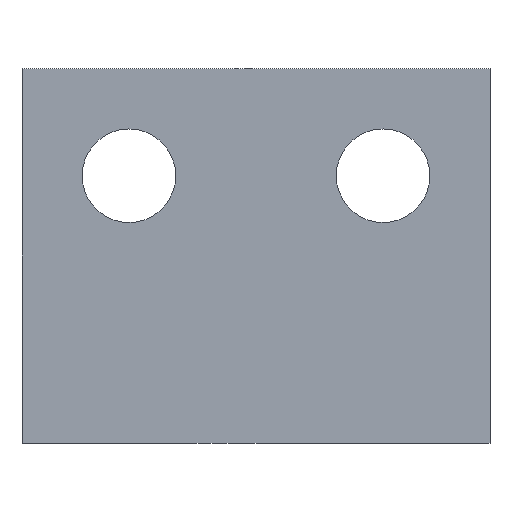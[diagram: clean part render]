
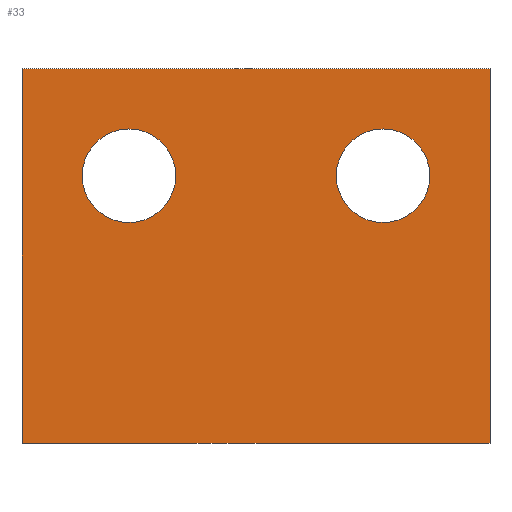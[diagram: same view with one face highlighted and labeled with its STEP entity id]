
A CAD part, front view. The second image highlights one B-rep face of the part: STEP entity #33.
In plain terms, the highlighted planar face has unit normal (0, -1, 0).
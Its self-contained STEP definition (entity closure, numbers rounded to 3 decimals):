
#10 = EDGE_CURVE ( 'NONE', #367, #470, #215, .T. ) ;
#13 = EDGE_CURVE ( 'NONE', #469, #479, #174, .T. ) ;
#15 = EDGE_CURVE ( 'NONE', #483, #482, #141, .T. ) ;
#16 = EDGE_CURVE ( 'NONE', #270, #314, #138, .T. ) ;
#19 = EDGE_CURVE ( 'NONE', #479, #367, #279, .T. ) ;
#28 = EDGE_CURVE ( 'NONE', #470, #469, #245, .T. ) ;
#33 = ADVANCED_FACE ( 'NONE', ( #162, #525, #518 ), #519, .T. ) ;
#63 = EDGE_CURVE ( 'NONE', #482, #483, #145, .T. ) ;
#67 = EDGE_CURVE ( 'NONE', #314, #270, #135, .T. ) ;
#96 = AXIS2_PLACEMENT_3D ( 'NONE', #320, #319, #318 ) ;
#106 = AXIS2_PLACEMENT_3D ( 'NONE', #157, #521, #165 ) ;
#114 = VECTOR ( 'NONE', #187, 1000. ) ;
#127 = VECTOR ( 'NONE', #195, 1000. ) ;
#128 = VECTOR ( 'NONE', #419, 1000. ) ;
#129 = AXIS2_PLACEMENT_3D ( 'NONE', #209, #402, #194 ) ;
#132 = AXIS2_PLACEMENT_3D ( 'NONE', #379, #429, #183 ) ;
#133 = VECTOR ( 'NONE', #271, 1000. ) ;
#134 = AXIS2_PLACEMENT_3D ( 'NONE', #333, #332, #331 ) ;
#135 = CIRCLE ( 'NONE', #96, 1.75 ) ;
#138 = CIRCLE ( 'NONE', #129, 1.75 ) ;
#141 = CIRCLE ( 'NONE', #132, 1.75 ) ;
#145 = CIRCLE ( 'NONE', #134, 1.75 ) ;
#157 = CARTESIAN_POINT ( 'NONE',  ( -124.6, 29., -15. ) ) ;
#162 = FACE_BOUND ( 'NONE', #213, .T. ) ;
#165 = DIRECTION ( 'NONE',  ( 0., 0., -1. ) ) ;
#174 = LINE ( 'NONE', #336, #127 ) ;
#183 = DIRECTION ( 'NONE',  ( 0., 0., -1. ) ) ;
#187 = DIRECTION ( 'NONE',  ( 0., 0., -1. ) ) ;
#194 = DIRECTION ( 'NONE',  ( 0., 0., -1. ) ) ;
#195 = DIRECTION ( 'NONE',  ( 1., 0., 0. ) ) ;
#196 = CARTESIAN_POINT ( 'NONE',  ( -121.35, 29., 5. ) ) ;
#209 = CARTESIAN_POINT ( 'NONE',  ( -107.85, 29., 15. ) ) ;
#213 = EDGE_LOOP ( 'NONE', ( #420, #409 ) ) ;
#215 = LINE ( 'NONE', #413, #133 ) ;
#245 = LINE ( 'NONE', #196, #114 ) ;
#270 = VERTEX_POINT ( 'NONE', #305 ) ;
#271 = DIRECTION ( 'NONE',  ( -1., 0., 0. ) ) ;
#279 = LINE ( 'NONE', #378, #128 ) ;
#282 = CARTESIAN_POINT ( 'NONE',  ( -117.35, 29., 16.75 ) ) ;
#284 = CARTESIAN_POINT ( 'NONE',  ( -117.35, 29., 13.25 ) ) ;
#285 = CARTESIAN_POINT ( 'NONE',  ( -121.35, 29., 19. ) ) ;
#286 = CARTESIAN_POINT ( 'NONE',  ( -103.85, 29., 5. ) ) ;
#290 = CARTESIAN_POINT ( 'NONE',  ( -121.35, 29., 5. ) ) ;
#295 = CARTESIAN_POINT ( 'NONE',  ( -103.85, 29., 19. ) ) ;
#304 = CARTESIAN_POINT ( 'NONE',  ( -107.85, 29., 16.75 ) ) ;
#305 = CARTESIAN_POINT ( 'NONE',  ( -107.85, 29., 13.25 ) ) ;
#314 = VERTEX_POINT ( 'NONE', #304 ) ;
#318 = DIRECTION ( 'NONE',  ( 0., 0., -1. ) ) ;
#319 = DIRECTION ( 'NONE',  ( 0., -1., 0. ) ) ;
#320 = CARTESIAN_POINT ( 'NONE',  ( -107.85, 29., 15. ) ) ;
#331 = DIRECTION ( 'NONE',  ( 0., 0., -1. ) ) ;
#332 = DIRECTION ( 'NONE',  ( 0., -1., 0. ) ) ;
#333 = CARTESIAN_POINT ( 'NONE',  ( -117.35, 29., 15. ) ) ;
#336 = CARTESIAN_POINT ( 'NONE',  ( -103.85, 29., 5. ) ) ;
#367 = VERTEX_POINT ( 'NONE', #295 ) ;
#378 = CARTESIAN_POINT ( 'NONE',  ( -103.85, 29., 5. ) ) ;
#379 = CARTESIAN_POINT ( 'NONE',  ( -117.35, 29., 15. ) ) ;
#402 = DIRECTION ( 'NONE',  ( 0., -1., 0. ) ) ;
#409 = ORIENTED_EDGE ( 'NONE', *, *, #63, .F. ) ;
#413 = CARTESIAN_POINT ( 'NONE',  ( -103.85, 29., 19. ) ) ;
#419 = DIRECTION ( 'NONE',  ( 0., 0., 1. ) ) ;
#420 = ORIENTED_EDGE ( 'NONE', *, *, #15, .F. ) ;
#424 = ORIENTED_EDGE ( 'NONE', *, *, #16, .F. ) ;
#429 = DIRECTION ( 'NONE',  ( 0., -1., 0. ) ) ;
#431 = ORIENTED_EDGE ( 'NONE', *, *, #10, .T. ) ;
#433 = ORIENTED_EDGE ( 'NONE', *, *, #13, .T. ) ;
#434 = ORIENTED_EDGE ( 'NONE', *, *, #67, .F. ) ;
#441 = EDGE_LOOP ( 'NONE', ( #424, #434 ) ) ;
#467 = ORIENTED_EDGE ( 'NONE', *, *, #19, .T. ) ;
#468 = ORIENTED_EDGE ( 'NONE', *, *, #28, .T. ) ;
#469 = VERTEX_POINT ( 'NONE', #290 ) ;
#470 = VERTEX_POINT ( 'NONE', #285 ) ;
#479 = VERTEX_POINT ( 'NONE', #286 ) ;
#482 = VERTEX_POINT ( 'NONE', #282 ) ;
#483 = VERTEX_POINT ( 'NONE', #284 ) ;
#485 = EDGE_LOOP ( 'NONE', ( #433, #467, #431, #468 ) ) ;
#518 = FACE_OUTER_BOUND ( 'NONE', #485, .T. ) ;
#519 = PLANE ( 'NONE',  #106 ) ;
#521 = DIRECTION ( 'NONE',  ( 0., -1., 0. ) ) ;
#525 = FACE_BOUND ( 'NONE', #441, .T. ) ;
